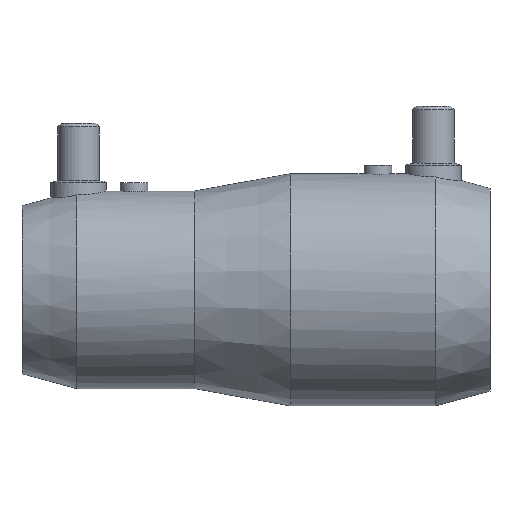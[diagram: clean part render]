
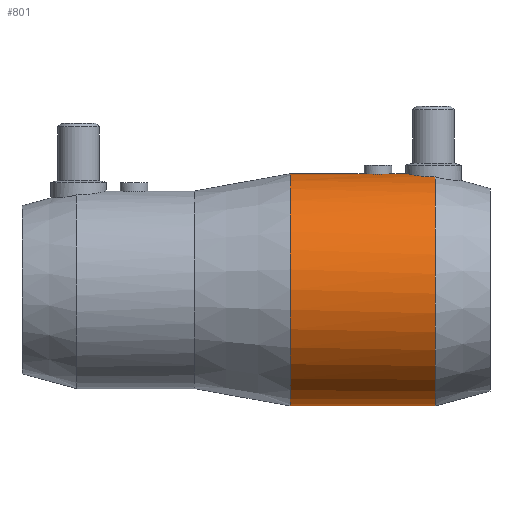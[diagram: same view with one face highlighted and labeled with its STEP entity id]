
A CAD part, top view. The second image highlights one B-rep face of the part: STEP entity #801.
In plain terms, the highlighted cylindrical face has radius 33.5 mm (diameter 67 mm), a partial arc.
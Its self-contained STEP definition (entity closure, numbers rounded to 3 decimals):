
#371 = VERTEX_POINT( '', #987 );
#417 = VERTEX_POINT( '', #1040 );
#423 = EDGE_CURVE( '', #417, #467, #1047, .T. );
#431 = EDGE_CURVE( '', #467, #371, #1056, .T. );
#449 = EDGE_CURVE( '', #463, #599, #1077, .T. );
#463 = VERTEX_POINT( '', #1092 );
#467 = VERTEX_POINT( '', #1096 );
#473 = EDGE_CURVE( '', #867, #463, #1102, .T. );
#485 = EDGE_CURVE( '', #873, #867, #1114, .T. );
#573 = EDGE_CURVE( '', #417, #599, #1211, .T. );
#591 = EDGE_CURVE( '', #371, #873, #1231, .T. );
#599 = VERTEX_POINT( '', #1239 );
#801 = ADVANCED_FACE( '', ( #1473 ), #1474, .T. );
#867 = VERTEX_POINT( '', #1551 );
#873 = VERTEX_POINT( '', #1559 );
#987 = CARTESIAN_POINT( '', ( 39.139, 32.534, 7.986 ) );
#1040 = CARTESIAN_POINT( '', ( -2.578, -33.5, 0. ) );
#1047 = LINE( '', #1846, #1847 );
#1056 = CIRCLE( '', #1857, 33.5 );
#1077 = LINE( '', #1885, #1886 );
#1092 = CARTESIAN_POINT( '', ( 18.667, 33.5, 0. ) );
#1096 = CARTESIAN_POINT( '', ( 39.139, -33.5, 0. ) );
#1102 = B_SPLINE_CURVE_WITH_KNOTS( '', 3, ( #1996, #1997, #1998, #1999, #2000, #2001, #2002, #2003, #2004, #2005, #2006, #2007, #2008, #2009, #2010, #2011, #2012, #2013, #2014, #2015, #2016, #2017, #2018, #2019, #2020, #2021, #2022, #2023, #2024, #2025, #2026, #2027, #2028, #2029 ), .UNSPECIFIED., .F., .F., ( 4, 2, 2, 2, 2, 2, 2, 2, 2, 2, 2, 2, 2, 2, 2, 2, 4 ), ( 6.033, 6.787, 7.541, 8.296, 9.05, 9.804, 10.558, 11.312, 12.066, 12.82, 13.575, 14.329, 15.083, 15.837, 16.591, 17.345, 18.1 ), .UNSPECIFIED. );
#1114 = LINE( '', #2047, #2048 );
#1211 = CIRCLE( '', #2236, 33.5 );
#1231 = B_SPLINE_CURVE_WITH_KNOTS( '', 3, ( #2260, #2261, #2262, #2263, #2264, #2265, #2266, #2267, #2268, #2269, #2270, #2271, #2272, #2273, #2274, #2275, #2276, #2277, #2278, #2279, #2280, #2281, #2282, #2283, #2284, #2285, #2286, #2287, #2288, #2289, #2290, #2291, #2292, #2293, #2294, #2295, #2296, #2297, #2298 ), .UNSPECIFIED., .F., .F., ( 4, 3, 2, 2, 2, 2, 2, 2, 2, 2, 2, 2, 2, 2, 2, 2, 2, 2, 4 ), ( -0.468, 0., 1.513, 3.026, 4.539, 6.053, 7.566, 9.079, 10.592, 12.104, 13.617, 15.13, 16.643, 18.156, 19.67, 21.183, 22.696, 24.209, 24.677 ), .UNSPECIFIED. );
#1239 = CARTESIAN_POINT( '', ( -2.578, 33.5, 0. ) );
#1473 = FACE_OUTER_BOUND( '', #2698, .T. );
#1474 = CYLINDRICAL_SURFACE( '', #2699, 33.5 );
#1551 = CARTESIAN_POINT( '', ( 26.667, 33.5, 0. ) );
#1559 = CARTESIAN_POINT( '', ( 30.667, 33.5, 0. ) );
#1846 = CARTESIAN_POINT( '', ( 18.28, -33.5, 0. ) );
#1847 = VECTOR( '', #3062, 1. );
#1857 = AXIS2_PLACEMENT_3D( '', #3072, #3073, #3074 );
#1885 = CARTESIAN_POINT( '', ( 18.28, 33.5, 0. ) );
#1886 = VECTOR( '', #3105, 1. );
#1996 = CARTESIAN_POINT( '', ( 26.667, 33.5, 0. ) );
#1997 = CARTESIAN_POINT( '', ( 26.667, 33.5, 0.251 ) );
#1998 = CARTESIAN_POINT( '', ( 26.643, 33.497, 0.511 ) );
#1999 = CARTESIAN_POINT( '', ( 26.541, 33.485, 1.028 ) );
#2000 = CARTESIAN_POINT( '', ( 26.464, 33.476, 1.285 ) );
#2001 = CARTESIAN_POINT( '', ( 26.26, 33.454, 1.778 ) );
#2002 = CARTESIAN_POINT( '', ( 26.133, 33.44, 2.014 ) );
#2003 = CARTESIAN_POINT( '', ( 25.839, 33.411, 2.451 ) );
#2004 = CARTESIAN_POINT( '', ( 25.673, 33.395, 2.651 ) );
#2005 = CARTESIAN_POINT( '', ( 25.318, 33.365, 3.006 ) );
#2006 = CARTESIAN_POINT( '', ( 25.117, 33.35, 3.172 ) );
#2007 = CARTESIAN_POINT( '', ( 24.681, 33.321, 3.466 ) );
#2008 = CARTESIAN_POINT( '', ( 24.444, 33.307, 3.593 ) );
#2009 = CARTESIAN_POINT( '', ( 23.952, 33.284, 3.797 ) );
#2010 = CARTESIAN_POINT( '', ( 23.695, 33.275, 3.875 ) );
#2011 = CARTESIAN_POINT( '', ( 23.178, 33.263, 3.976 ) );
#2012 = CARTESIAN_POINT( '', ( 22.918, 33.26, 4. ) );
#2013 = CARTESIAN_POINT( '', ( 22.415, 33.26, 4. ) );
#2014 = CARTESIAN_POINT( '', ( 22.155, 33.263, 3.976 ) );
#2015 = CARTESIAN_POINT( '', ( 21.639, 33.275, 3.875 ) );
#2016 = CARTESIAN_POINT( '', ( 21.382, 33.284, 3.797 ) );
#2017 = CARTESIAN_POINT( '', ( 20.889, 33.307, 3.593 ) );
#2018 = CARTESIAN_POINT( '', ( 20.653, 33.321, 3.466 ) );
#2019 = CARTESIAN_POINT( '', ( 20.216, 33.35, 3.172 ) );
#2020 = CARTESIAN_POINT( '', ( 20.016, 33.365, 3.006 ) );
#2021 = CARTESIAN_POINT( '', ( 19.661, 33.395, 2.651 ) );
#2022 = CARTESIAN_POINT( '', ( 19.494, 33.411, 2.451 ) );
#2023 = CARTESIAN_POINT( '', ( 19.201, 33.44, 2.014 ) );
#2024 = CARTESIAN_POINT( '', ( 19.074, 33.454, 1.778 ) );
#2025 = CARTESIAN_POINT( '', ( 18.869, 33.476, 1.285 ) );
#2026 = CARTESIAN_POINT( '', ( 18.792, 33.485, 1.028 ) );
#2027 = CARTESIAN_POINT( '', ( 18.691, 33.497, 0.511 ) );
#2028 = CARTESIAN_POINT( '', ( 18.667, 33.5, 0.251 ) );
#2029 = CARTESIAN_POINT( '', ( 18.667, 33.5, 0. ) );
#2047 = CARTESIAN_POINT( '', ( 18.28, 33.5, 0. ) );
#2048 = VECTOR( '', #3130, 1. );
#2236 = AXIS2_PLACEMENT_3D( '', #3236, #3237, #3238 );
#2260 = CARTESIAN_POINT( '', ( 39.139, 32.534, 7.986 ) );
#2261 = CARTESIAN_POINT( '', ( 38.98, 32.532, 7.995 ) );
#2262 = CARTESIAN_POINT( '', ( 38.823, 32.531, 8. ) );
#2263 = CARTESIAN_POINT( '', ( 38.667, 32.531, 8. ) );
#2264 = CARTESIAN_POINT( '', ( 38.162, 32.531, 8. ) );
#2265 = CARTESIAN_POINT( '', ( 37.641, 32.543, 7.952 ) );
#2266 = CARTESIAN_POINT( '', ( 36.606, 32.592, 7.748 ) );
#2267 = CARTESIAN_POINT( '', ( 36.092, 32.629, 7.593 ) );
#2268 = CARTESIAN_POINT( '', ( 35.107, 32.721, 7.184 ) );
#2269 = CARTESIAN_POINT( '', ( 34.636, 32.777, 6.93 ) );
#2270 = CARTESIAN_POINT( '', ( 33.764, 32.895, 6.343 ) );
#2271 = CARTESIAN_POINT( '', ( 33.364, 32.958, 6.011 ) );
#2272 = CARTESIAN_POINT( '', ( 32.656, 33.08, 5.303 ) );
#2273 = CARTESIAN_POINT( '', ( 32.323, 33.142, 4.903 ) );
#2274 = CARTESIAN_POINT( '', ( 31.737, 33.259, 4.031 ) );
#2275 = CARTESIAN_POINT( '', ( 31.482, 33.314, 3.559 ) );
#2276 = CARTESIAN_POINT( '', ( 31.073, 33.405, 2.574 ) );
#2277 = CARTESIAN_POINT( '', ( 30.919, 33.441, 2.06 ) );
#2278 = CARTESIAN_POINT( '', ( 30.715, 33.488, 1.025 ) );
#2279 = CARTESIAN_POINT( '', ( 30.667, 33.5, 0.504 ) );
#2280 = CARTESIAN_POINT( '', ( 30.667, 33.5, -0.504 ) );
#2281 = CARTESIAN_POINT( '', ( 30.715, 33.488, -1.025 ) );
#2282 = CARTESIAN_POINT( '', ( 30.919, 33.441, -2.06 ) );
#2283 = CARTESIAN_POINT( '', ( 31.073, 33.405, -2.574 ) );
#2284 = CARTESIAN_POINT( '', ( 31.482, 33.314, -3.559 ) );
#2285 = CARTESIAN_POINT( '', ( 31.737, 33.259, -4.031 ) );
#2286 = CARTESIAN_POINT( '', ( 32.323, 33.142, -4.903 ) );
#2287 = CARTESIAN_POINT( '', ( 32.656, 33.08, -5.303 ) );
#2288 = CARTESIAN_POINT( '', ( 33.364, 32.958, -6.011 ) );
#2289 = CARTESIAN_POINT( '', ( 33.764, 32.895, -6.343 ) );
#2290 = CARTESIAN_POINT( '', ( 34.636, 32.777, -6.93 ) );
#2291 = CARTESIAN_POINT( '', ( 35.107, 32.721, -7.184 ) );
#2292 = CARTESIAN_POINT( '', ( 36.092, 32.629, -7.593 ) );
#2293 = CARTESIAN_POINT( '', ( 36.606, 32.592, -7.748 ) );
#2294 = CARTESIAN_POINT( '', ( 37.641, 32.543, -7.952 ) );
#2295 = CARTESIAN_POINT( '', ( 38.162, 32.531, -8. ) );
#2296 = CARTESIAN_POINT( '', ( 38.823, 32.531, -8. ) );
#2297 = CARTESIAN_POINT( '', ( 38.98, 32.532, -7.995 ) );
#2298 = CARTESIAN_POINT( '', ( 39.139, 32.534, -7.986 ) );
#2698 = EDGE_LOOP( '', ( #3620, #3621, #3622, #3623, #3624, #3625, #3626 ) );
#2699 = AXIS2_PLACEMENT_3D( '', #3627, #3628, #3629 );
#3062 = DIRECTION( '', ( 1., 0., 0. ) );
#3072 = CARTESIAN_POINT( '', ( 39.139, 0., 0. ) );
#3073 = DIRECTION( '', ( -1., 0., 0. ) );
#3074 = DIRECTION( '', ( 0., 1., 0. ) );
#3105 = DIRECTION( '', ( -1., 0., 0. ) );
#3130 = DIRECTION( '', ( -1., 0., 0. ) );
#3236 = CARTESIAN_POINT( '', ( -2.578, 0., 0. ) );
#3237 = DIRECTION( '', ( -1., 0., 0. ) );
#3238 = DIRECTION( '', ( 0., 1., 0. ) );
#3620 = ORIENTED_EDGE( '', *, *, #485, .T. );
#3621 = ORIENTED_EDGE( '', *, *, #473, .T. );
#3622 = ORIENTED_EDGE( '', *, *, #449, .T. );
#3623 = ORIENTED_EDGE( '', *, *, #573, .F. );
#3624 = ORIENTED_EDGE( '', *, *, #423, .T. );
#3625 = ORIENTED_EDGE( '', *, *, #431, .T. );
#3626 = ORIENTED_EDGE( '', *, *, #591, .T. );
#3627 = CARTESIAN_POINT( '', ( 18.28, 0., 0. ) );
#3628 = DIRECTION( '', ( 1., 0., 0. ) );
#3629 = DIRECTION( '', ( 0., 1., 0. ) );
